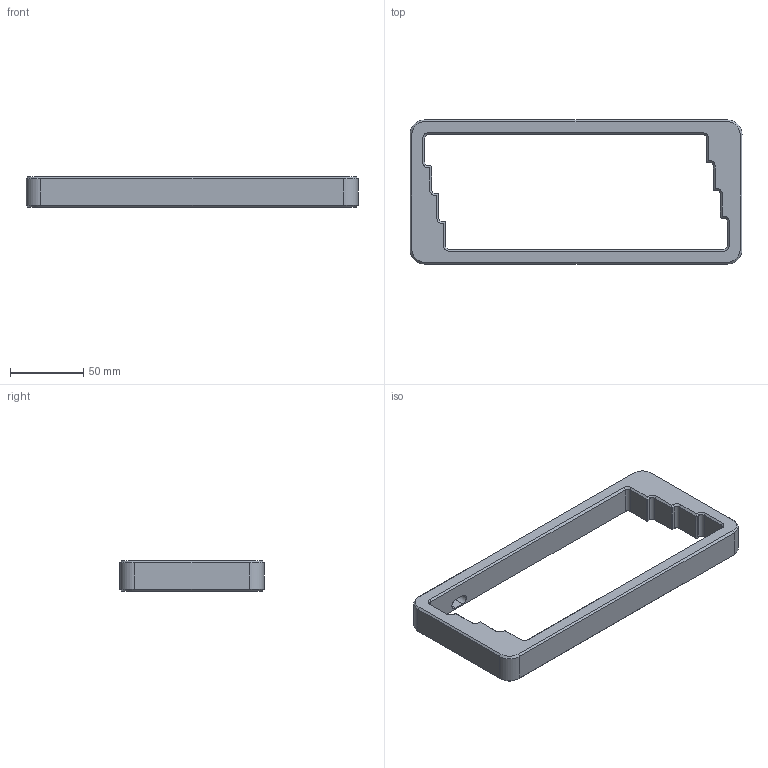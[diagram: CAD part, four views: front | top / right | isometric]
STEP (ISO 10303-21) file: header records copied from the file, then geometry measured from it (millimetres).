
FILE_DESCRIPTION(('HOOPS Exchange Step'),'2;1');
FILE_NAME('temp_export','2024-06-04T19:11:35-04:00',('jscotto'),('Shapr3D Limited'),'HOOPS Exchange 2024.2','Shapr3D','Authorized');
FILE_SCHEMA( ('AUTOMOTIVE_DESIGN { 1 0 10303 214 1 1 1 1 }') );
Length unit declared in the file: millimetre
Products named in the file (1): Case
Bounding box: 227.29 x 98.7 x 20.8 mm (x, y, z)
Volume: 139683.8 mm3; surface area: 38131.2 mm2
Topology: 1 solids, 1 shells, 113 faces, 276 edges, 170 vertices
Faces by surface type: plane 59, cylinder 32, cone 22
Full cylindrical faces by diameter (mm): 3.25 x4
Entity records: 3318 total; most frequent: DIRECTION 596, CARTESIAN_POINT 560, ORIENTED_EDGE 552, EDGE_CURVE 276, AXIS2_PLACEMENT_3D 206, VECTOR 184, LINE 184, VERTEX_POINT 170
